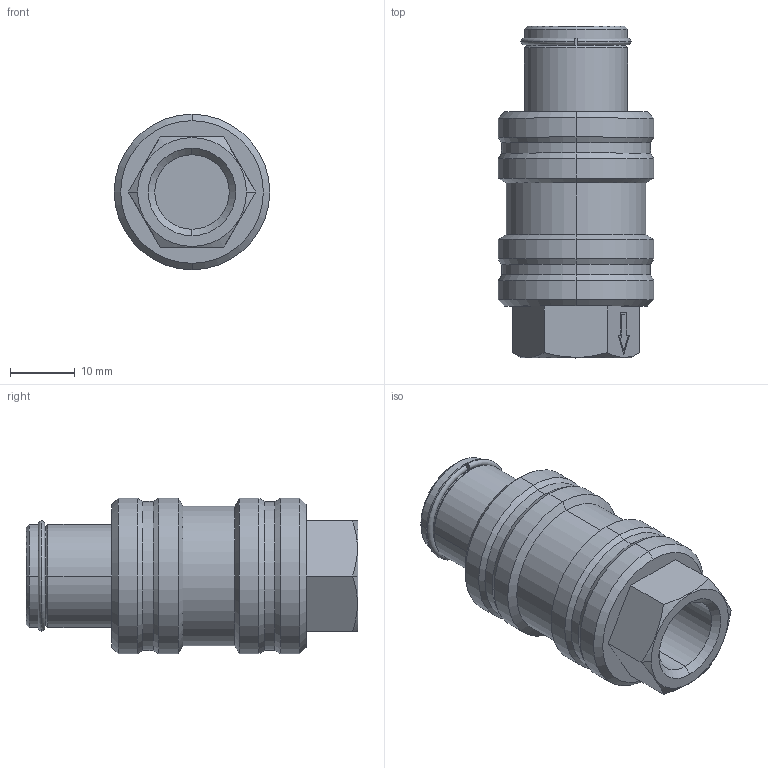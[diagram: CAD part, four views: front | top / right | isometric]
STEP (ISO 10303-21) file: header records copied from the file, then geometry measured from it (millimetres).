
FILE_DESCRIPTION (( 'STEP AP203' ), '1' );
FILE_NAME ('04160002-B.STEP', '2011-05-06T06:50:04', ( '' ), ( 'sopra-pneumatic' ), 'SwSTEP 2.0', 'SolidWorks 2009', '' );
FILE_SCHEMA (( 'CONFIG_CONTROL_DESIGN' ));
Length unit declared in the file: millimetre
Products named in the file (1): 04160002-B
Bounding box: 24 x 51.2 x 24 mm (x, y, z)
Volume: 13904.4 mm3; surface area: 5498.4 mm2
Topology: 2 solids, 2 shells, 83 faces, 176 edges, 104 vertices
Faces by surface type: plane 31, cone 26, cylinder 24, torus 2
Entity records: 2345 total; most frequent: CARTESIAN_POINT 462, DIRECTION 396, ORIENTED_EDGE 352, EDGE_CURVE 176, AXIS2_PLACEMENT_3D 146, VERTEX_POINT 104, VECTOR 104, LINE 104
